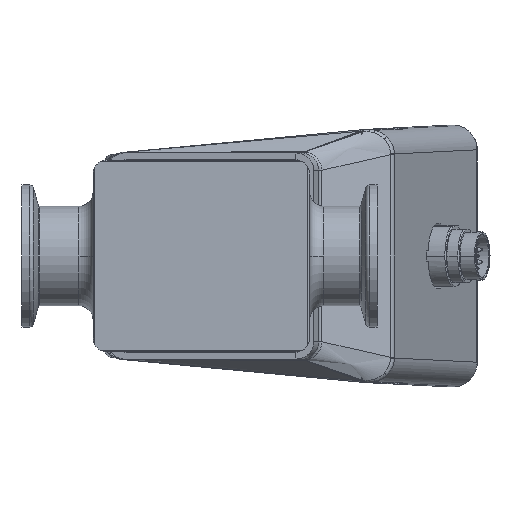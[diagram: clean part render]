
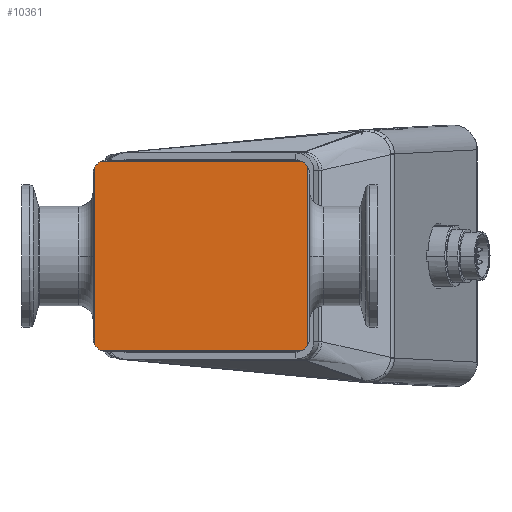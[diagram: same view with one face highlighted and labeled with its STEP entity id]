
A CAD part, front view. The second image highlights one B-rep face of the part: STEP entity #10361.
In plain terms, the highlighted planar face has unit normal (0, -1, 0).
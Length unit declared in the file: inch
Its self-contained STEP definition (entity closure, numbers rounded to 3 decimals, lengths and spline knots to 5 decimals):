
#299 = ORIENTED_EDGE ( 'NONE', *, *, #35481, .T. ) ;
#978 = CARTESIAN_POINT ( 'NONE',  ( -1.02362, -0.86614, 0.90551 ) ) ;
#3571 = EDGE_CURVE ( 'NONE', #39537, #79591, #83067, .T. ) ;
#7250 = CARTESIAN_POINT ( 'NONE',  ( 1.22047, -0.86614, 1.06299 ) ) ;
#7342 = CIRCLE ( 'NONE', #74479, 0.15748 ) ;
#10361 = ADVANCED_FACE ( 'NONE', ( #47164 ), #53185, .F. ) ;
#10469 = CARTESIAN_POINT ( 'NONE',  ( 1.13923, -0.86614, 1.04331 ) ) ;
#10544 = DIRECTION ( 'NONE',  ( -1., 0., 0. ) ) ;
#11292 = VECTOR ( 'NONE', #41227, 39.37008 ) ;
#12518 = EDGE_CURVE ( 'NONE', #63834, #36672, #30999, .T. ) ;
#13845 = DIRECTION ( 'NONE',  ( -1., 0., 0. ) ) ;
#14189 = CARTESIAN_POINT ( 'NONE',  ( 1.20079, -0.86614, 1.06299 ) ) ;
#15116 = DIRECTION ( 'NONE',  ( 0., -1., 0. ) ) ;
#16681 = CARTESIAN_POINT ( 'NONE',  ( -1.16142, -0.86614, -0.98175 ) ) ;
#18281 = CARTESIAN_POINT ( 'NONE',  ( 1.06299, -0.86614, 0.90551 ) ) ;
#18732 = EDGE_CURVE ( 'NONE', #36672, #19828, #45992, .T. ) ;
#18920 = AXIS2_PLACEMENT_3D ( 'NONE', #7250, #52339, #39046 ) ;
#19828 = VERTEX_POINT ( 'NONE', #16681 ) ;
#20223 = CARTESIAN_POINT ( 'NONE',  ( 1.22047, -0.86614, -1.04331 ) ) ;
#20587 = EDGE_CURVE ( 'NONE', #74177, #39537, #72981, .T. ) ;
#21177 = CARTESIAN_POINT ( 'NONE',  ( -1.16142, -0.86614, 0.98175 ) ) ;
#22073 = DIRECTION ( 'NONE',  ( 0., -1., 0. ) ) ;
#24345 = ORIENTED_EDGE ( 'NONE', *, *, #81281, .T. ) ;
#26584 = ORIENTED_EDGE ( 'NONE', *, *, #43986, .T. ) ;
#26894 = AXIS2_PLACEMENT_3D ( 'NONE', #18281, #70666, #10544 ) ;
#27914 = CARTESIAN_POINT ( 'NONE',  ( -1.09986, -0.86614, 1.04331 ) ) ;
#28247 = CARTESIAN_POINT ( 'NONE',  ( 1.06299, -0.86614, -0.90551 ) ) ;
#28603 = EDGE_LOOP ( 'NONE', ( #24345, #299, #60805, #30482, #80948, #53689, #42477, #26584 ) ) ;
#28711 = VERTEX_POINT ( 'NONE', #65495 ) ;
#30482 = ORIENTED_EDGE ( 'NONE', *, *, #3571, .T. ) ;
#30547 = DIRECTION ( 'NONE',  ( -1., 0., 0. ) ) ;
#30999 = CIRCLE ( 'NONE', #43282, 0.15748 ) ;
#32707 = LINE ( 'NONE', #20223, #11292 ) ;
#33090 = DIRECTION ( 'NONE',  ( 0., 0., 1. ) ) ;
#35481 = EDGE_CURVE ( 'NONE', #28711, #74177, #7342, .T. ) ;
#35485 = DIRECTION ( 'NONE',  ( -1., 0., 0. ) ) ;
#36672 = VERTEX_POINT ( 'NONE', #21177 ) ;
#36738 = CARTESIAN_POINT ( 'NONE',  ( 1.22047, -0.86614, 1.04331 ) ) ;
#39046 = DIRECTION ( 'NONE',  ( -1., 0., 0. ) ) ;
#39537 = VERTEX_POINT ( 'NONE', #76040 ) ;
#40680 = DIRECTION ( 'NONE',  ( 0., -1., 0. ) ) ;
#41227 = DIRECTION ( 'NONE',  ( 1., 0., 0. ) ) ;
#42477 = ORIENTED_EDGE ( 'NONE', *, *, #18732, .T. ) ;
#43282 = AXIS2_PLACEMENT_3D ( 'NONE', #978, #15116, #13845 ) ;
#43986 = EDGE_CURVE ( 'NONE', #19828, #78313, #77799, .T. ) ;
#45992 = LINE ( 'NONE', #58470, #49986 ) ;
#47164 = FACE_OUTER_BOUND ( 'NONE', #28603, .T. ) ;
#49986 = VECTOR ( 'NONE', #84634, 39.37008 ) ;
#50419 = EDGE_CURVE ( 'NONE', #79591, #63834, #55645, .T. ) ;
#52339 = DIRECTION ( 'NONE',  ( 0., 1., 0. ) ) ;
#53154 = DIRECTION ( 'NONE',  ( -1., 0., 0. ) ) ;
#53185 = PLANE ( 'NONE',  #18920 ) ;
#53689 = ORIENTED_EDGE ( 'NONE', *, *, #12518, .T. ) ;
#54531 = AXIS2_PLACEMENT_3D ( 'NONE', #81292, #22073, #30547 ) ;
#55645 = LINE ( 'NONE', #36738, #81886 ) ;
#57155 = CARTESIAN_POINT ( 'NONE',  ( 1.20079, -0.86614, -0.98175 ) ) ;
#58470 = CARTESIAN_POINT ( 'NONE',  ( -1.16142, -0.86614, 1.06299 ) ) ;
#60805 = ORIENTED_EDGE ( 'NONE', *, *, #20587, .T. ) ;
#63834 = VERTEX_POINT ( 'NONE', #27914 ) ;
#65495 = CARTESIAN_POINT ( 'NONE',  ( 1.13923, -0.86614, -1.04331 ) ) ;
#70666 = DIRECTION ( 'NONE',  ( 0., -1., 0. ) ) ;
#72981 = LINE ( 'NONE', #14189, #73173 ) ;
#73173 = VECTOR ( 'NONE', #33090, 39.37008 ) ;
#74177 = VERTEX_POINT ( 'NONE', #57155 ) ;
#74479 = AXIS2_PLACEMENT_3D ( 'NONE', #28247, #40680, #53154 ) ;
#76040 = CARTESIAN_POINT ( 'NONE',  ( 1.20079, -0.86614, 0.98175 ) ) ;
#77799 = CIRCLE ( 'NONE', #54531, 0.15748 ) ;
#78313 = VERTEX_POINT ( 'NONE', #80672 ) ;
#79591 = VERTEX_POINT ( 'NONE', #10469 ) ;
#80672 = CARTESIAN_POINT ( 'NONE',  ( -1.09986, -0.86614, -1.04331 ) ) ;
#80948 = ORIENTED_EDGE ( 'NONE', *, *, #50419, .T. ) ;
#81281 = EDGE_CURVE ( 'NONE', #78313, #28711, #32707, .T. ) ;
#81292 = CARTESIAN_POINT ( 'NONE',  ( -1.02362, -0.86614, -0.90551 ) ) ;
#81886 = VECTOR ( 'NONE', #35485, 39.37008 ) ;
#83067 = CIRCLE ( 'NONE', #26894, 0.15748 ) ;
#84634 = DIRECTION ( 'NONE',  ( 0., 0., -1. ) ) ;
